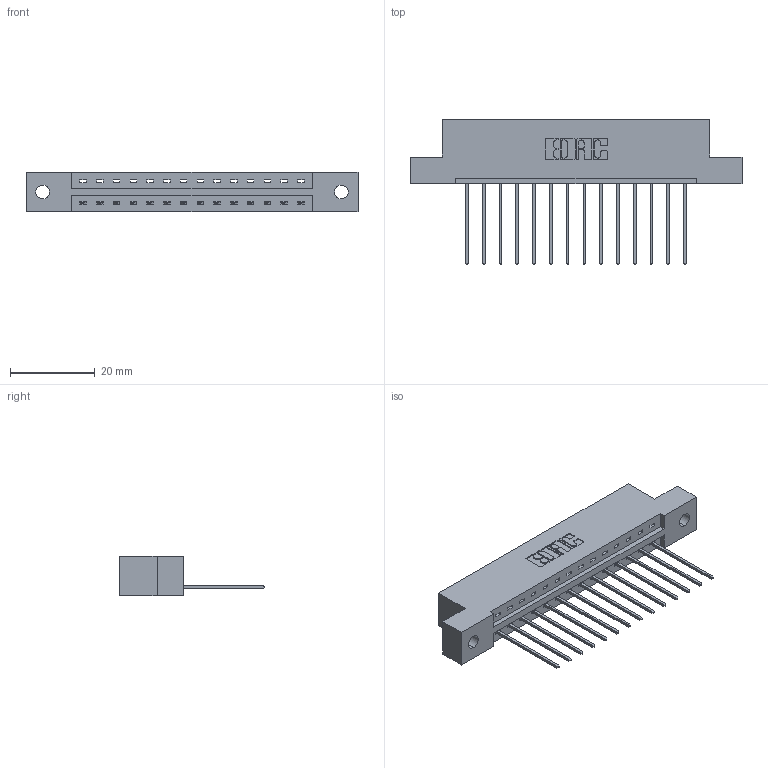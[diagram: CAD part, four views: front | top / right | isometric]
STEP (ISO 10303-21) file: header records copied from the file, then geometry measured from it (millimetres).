
FILE_DESCRIPTION (( 'STEP AP203' ), '1' );
FILE_NAME ('387-014-541-102.STEP', '2018-09-11T04:30:45', ( '' ), ( '' ), 'SwSTEP 2.0', 'SolidWorks 2016', '' );
FILE_SCHEMA (( 'CONFIG_CONTROL_DESIGN' ));
Length unit declared in the file: inch
Products named in the file (3): 337 Part_Flush Mounting Lugs - 0.128 Dia; 345-292-001_345-293-141; 387-014-541-102
Assembly tree (15 placements, depth 2):
  387-014-541-102
    337 Part_Flush Mounting Lugs - 0.128 Dia
    345-292-001_345-293-141  x14
Bounding box: 78.49 x 34.3 x 9.4 mm (x, y, z)
Volume: 7816.4 mm3; surface area: 7936 mm2
Topology: 15 solids, 15 shells, 982 faces, 2943 edges, 1942 vertices
Faces by surface type: plane 714, cylinder 268
Entity records: 14049 total; most frequent: CARTESIAN_POINT 2452, ORIENTED_EDGE 2402, DIRECTION 2121, EDGE_CURVE 1201, LINE 1073, VECTOR 1073, VERTEX_POINT 798, AXIS2_PLACEMENT_3D 524
